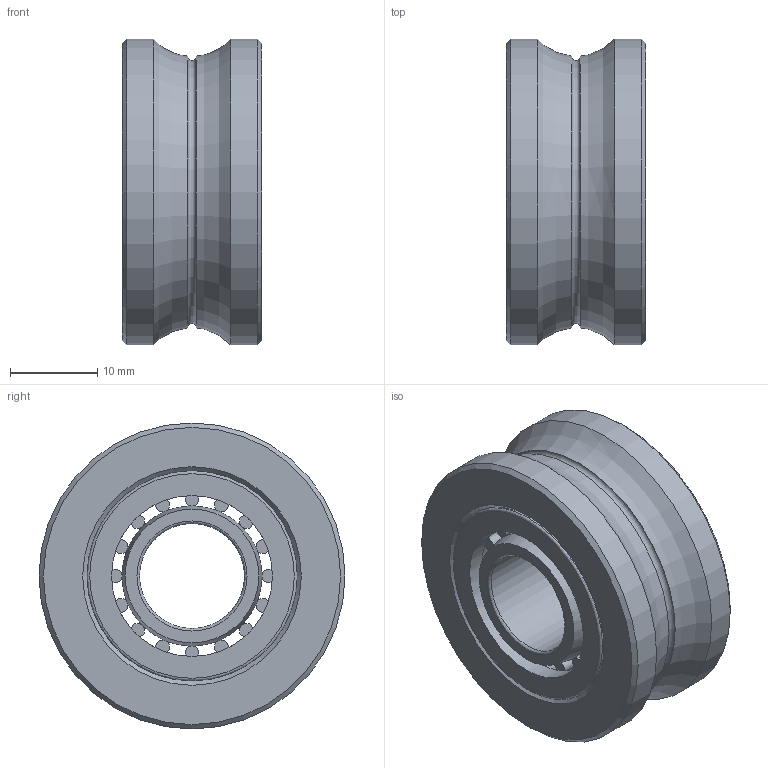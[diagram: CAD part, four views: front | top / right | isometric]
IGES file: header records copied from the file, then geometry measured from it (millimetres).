
Global section: file name: 801235.stp.ipt; native system: Autodesk Inventor 2014; preprocessor: unknown; author: zeman; date: 20151016.102100; units: millimetre
Bounding box: 16 x 35 x 35 mm (x, y, z)
Volume: 11199.4 mm3; surface area: 9055.8 mm2
Topology: 2 solids, 2 shells, 122 faces, 343 edges, 163 vertices
Faces by surface type: plane 70, revolution 28, cylinder 20, cone 4
Full cylindrical faces by diameter (mm): 1.6 x16, 16 x1, 24 x1, 35 x2
